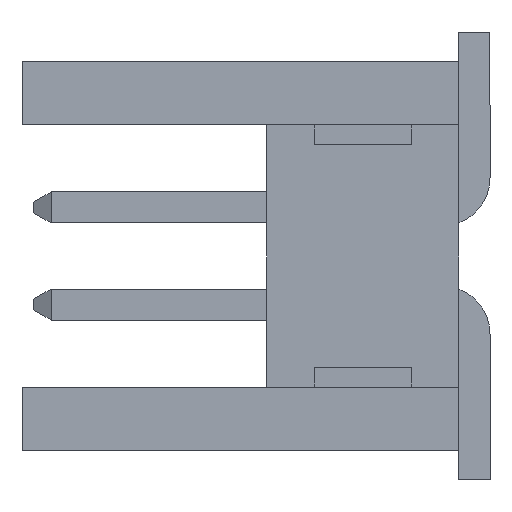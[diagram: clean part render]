
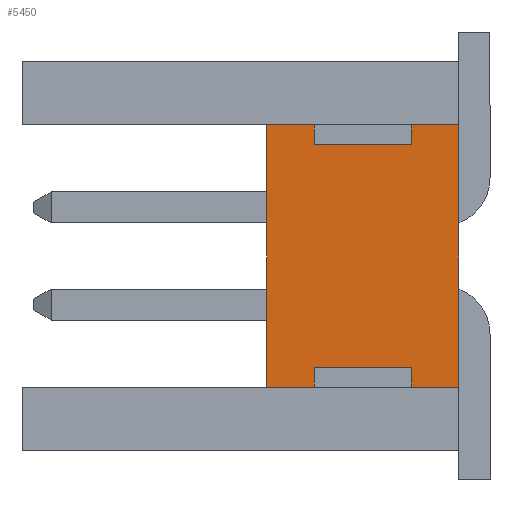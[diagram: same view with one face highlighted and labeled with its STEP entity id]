
A CAD part, left-side view. The second image highlights one B-rep face of the part: STEP entity #5450.
In plain terms, the highlighted planar face has unit normal (-1, 0, 0).
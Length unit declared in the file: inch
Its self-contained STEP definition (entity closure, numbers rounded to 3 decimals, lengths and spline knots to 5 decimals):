
#208 = VECTOR ( 'NONE', #6580, 39.37008 ) ;
#222 = ORIENTED_EDGE ( 'NONE', *, *, #9685, .F. ) ;
#230 = AXIS2_PLACEMENT_3D ( 'NONE', #2970, #2820, #2797 ) ;
#236 = EDGE_CURVE ( 'NONE', #5904, #7253, #8124, .T. ) ;
#244 = LINE ( 'NONE', #1798, #5651 ) ;
#339 = EDGE_CURVE ( 'NONE', #10681, #660, #4693, .T. ) ;
#548 = EDGE_CURVE ( 'NONE', #10681, #5646, #846, .T. ) ;
#660 = VERTEX_POINT ( 'NONE', #5748 ) ;
#687 = DIRECTION ( 'NONE',  ( 0., 0., 1. ) ) ;
#740 = VERTEX_POINT ( 'NONE', #10539 ) ;
#768 = ORIENTED_EDGE ( 'NONE', *, *, #7449, .F. ) ;
#840 = CARTESIAN_POINT ( 'NONE',  ( -0.2485, 0.099, 0.0675 ) ) ;
#846 = LINE ( 'NONE', #5926, #7162 ) ;
#861 = CARTESIAN_POINT ( 'NONE',  ( -0.2485, 0., -0.0675 ) ) ;
#911 = CARTESIAN_POINT ( 'NONE',  ( -0.2485, 0.099, -0.0675 ) ) ;
#1006 = LINE ( 'NONE', #8207, #208 ) ;
#1313 = CARTESIAN_POINT ( 'NONE',  ( -0.2485, 0., -0.0675 ) ) ;
#1503 = DIRECTION ( 'NONE',  ( 0., -1., 0. ) ) ;
#1536 = CARTESIAN_POINT ( 'NONE',  ( -0.2485, 0.099, -0.0675 ) ) ;
#1708 = DIRECTION ( 'NONE',  ( 0., 0., 1. ) ) ;
#1798 = CARTESIAN_POINT ( 'NONE',  ( -0.2485, 0.0245, -0.0675 ) ) ;
#2127 = EDGE_CURVE ( 'NONE', #7459, #740, #5868, .T. ) ;
#2207 = LINE ( 'NONE', #9941, #7880 ) ;
#2252 = EDGE_CURVE ( 'NONE', #3403, #8544, #4238, .T. ) ;
#2280 = DIRECTION ( 'NONE',  ( 0., 0., -1. ) ) ;
#2557 = ORIENTED_EDGE ( 'NONE', *, *, #236, .T. ) ;
#2677 = CARTESIAN_POINT ( 'NONE',  ( -0.2485, 0.0745, -0.0675 ) ) ;
#2705 = ORIENTED_EDGE ( 'NONE', *, *, #11519, .F. ) ;
#2708 = CARTESIAN_POINT ( 'NONE',  ( -0.2485, 0.0745, -0.0575 ) ) ;
#2784 = ORIENTED_EDGE ( 'NONE', *, *, #2252, .F. ) ;
#2786 = FACE_OUTER_BOUND ( 'NONE', #4381, .T. ) ;
#2797 = DIRECTION ( 'NONE',  ( 0., 0., -1. ) ) ;
#2820 = DIRECTION ( 'NONE',  ( 1., 0., 0. ) ) ;
#2835 = PLANE ( 'NONE',  #230 ) ;
#2929 = DIRECTION ( 'NONE',  ( 0., 0., 1. ) ) ;
#2970 = CARTESIAN_POINT ( 'NONE',  ( -0.2485, 0.099, -0.0675 ) ) ;
#2976 = CARTESIAN_POINT ( 'NONE',  ( -0.2485, 0.0245, 0.0675 ) ) ;
#3201 = VERTEX_POINT ( 'NONE', #5084 ) ;
#3270 = VECTOR ( 'NONE', #9331, 39.37008 ) ;
#3327 = DIRECTION ( 'NONE',  ( 0., -1., 0. ) ) ;
#3403 = VERTEX_POINT ( 'NONE', #6201 ) ;
#3555 = VERTEX_POINT ( 'NONE', #9910 ) ;
#3755 = CARTESIAN_POINT ( 'NONE',  ( -0.2485, 0.0745, 0.0675 ) ) ;
#4238 = LINE ( 'NONE', #10842, #3270 ) ;
#4283 = VERTEX_POINT ( 'NONE', #3755 ) ;
#4363 = VECTOR ( 'NONE', #687, 39.37008 ) ;
#4381 = EDGE_LOOP ( 'NONE', ( #8269, #8394, #6675, #8721, #11095, #768, #2784, #2705, #2557, #7366, #222, #9801 ) ) ;
#4678 = VECTOR ( 'NONE', #1503, 39.37008 ) ;
#4693 = LINE ( 'NONE', #911, #4678 ) ;
#5084 = CARTESIAN_POINT ( 'NONE',  ( -0.2485, 0.0245, 0.0675 ) ) ;
#5450 = ADVANCED_FACE ( 'NONE', ( #2786 ), #2835, .F. ) ;
#5646 = VERTEX_POINT ( 'NONE', #840 ) ;
#5651 = VECTOR ( 'NONE', #1708, 39.37008 ) ;
#5748 = CARTESIAN_POINT ( 'NONE',  ( -0.2485, 0.0745, -0.0675 ) ) ;
#5868 = LINE ( 'NONE', #9339, #7501 ) ;
#5904 = VERTEX_POINT ( 'NONE', #7138 ) ;
#5926 = CARTESIAN_POINT ( 'NONE',  ( -0.2485, 0.099, -0.0675 ) ) ;
#6201 = CARTESIAN_POINT ( 'NONE',  ( -0.2485, 0.0245, -0.0575 ) ) ;
#6391 = EDGE_CURVE ( 'NONE', #7253, #3555, #9989, .T. ) ;
#6580 = DIRECTION ( 'NONE',  ( 0., -1., 0. ) ) ;
#6675 = ORIENTED_EDGE ( 'NONE', *, *, #9198, .F. ) ;
#7138 = CARTESIAN_POINT ( 'NONE',  ( -0.2485, 0.0245, -0.0675 ) ) ;
#7162 = VECTOR ( 'NONE', #10072, 39.37008 ) ;
#7253 = VERTEX_POINT ( 'NONE', #1313 ) ;
#7366 = ORIENTED_EDGE ( 'NONE', *, *, #6391, .T. ) ;
#7419 = LINE ( 'NONE', #2976, #10894 ) ;
#7449 = EDGE_CURVE ( 'NONE', #8544, #660, #9541, .T. ) ;
#7459 = VERTEX_POINT ( 'NONE', #10120 ) ;
#7501 = VECTOR ( 'NONE', #8415, 39.37008 ) ;
#7538 = CARTESIAN_POINT ( 'NONE',  ( -0.2485, 0.099, -0.0675 ) ) ;
#7674 = EDGE_CURVE ( 'NONE', #4283, #7459, #2207, .T. ) ;
#7880 = VECTOR ( 'NONE', #9554, 39.37008 ) ;
#8007 = VECTOR ( 'NONE', #3327, 39.37008 ) ;
#8124 = LINE ( 'NONE', #1536, #8007 ) ;
#8207 = CARTESIAN_POINT ( 'NONE',  ( -0.2485, 0.099, 0.0675 ) ) ;
#8269 = ORIENTED_EDGE ( 'NONE', *, *, #2127, .F. ) ;
#8394 = ORIENTED_EDGE ( 'NONE', *, *, #7674, .F. ) ;
#8415 = DIRECTION ( 'NONE',  ( 0., -1., 0. ) ) ;
#8544 = VERTEX_POINT ( 'NONE', #2708 ) ;
#8721 = ORIENTED_EDGE ( 'NONE', *, *, #548, .F. ) ;
#9198 = EDGE_CURVE ( 'NONE', #5646, #4283, #1006, .T. ) ;
#9219 = LINE ( 'NONE', #10216, #11074 ) ;
#9331 = DIRECTION ( 'NONE',  ( 0., 1., 0. ) ) ;
#9339 = CARTESIAN_POINT ( 'NONE',  ( -0.2485, 0.0745, 0.0575 ) ) ;
#9541 = LINE ( 'NONE', #2677, #11156 ) ;
#9554 = DIRECTION ( 'NONE',  ( 0., 0., -1. ) ) ;
#9685 = EDGE_CURVE ( 'NONE', #3201, #3555, #9219, .T. ) ;
#9801 = ORIENTED_EDGE ( 'NONE', *, *, #11406, .F. ) ;
#9910 = CARTESIAN_POINT ( 'NONE',  ( -0.2485, 0., 0.0675 ) ) ;
#9941 = CARTESIAN_POINT ( 'NONE',  ( -0.2485, 0.0745, 0.0675 ) ) ;
#9989 = LINE ( 'NONE', #861, #4363 ) ;
#10072 = DIRECTION ( 'NONE',  ( 0., 0., 1. ) ) ;
#10120 = CARTESIAN_POINT ( 'NONE',  ( -0.2485, 0.0745, 0.0575 ) ) ;
#10175 = DIRECTION ( 'NONE',  ( 0., -1., 0. ) ) ;
#10216 = CARTESIAN_POINT ( 'NONE',  ( -0.2485, 0.099, 0.0675 ) ) ;
#10539 = CARTESIAN_POINT ( 'NONE',  ( -0.2485, 0.0245, 0.0575 ) ) ;
#10681 = VERTEX_POINT ( 'NONE', #7538 ) ;
#10842 = CARTESIAN_POINT ( 'NONE',  ( -0.2485, 0.0745, -0.0575 ) ) ;
#10894 = VECTOR ( 'NONE', #2929, 39.37008 ) ;
#11074 = VECTOR ( 'NONE', #10175, 39.37008 ) ;
#11095 = ORIENTED_EDGE ( 'NONE', *, *, #339, .T. ) ;
#11156 = VECTOR ( 'NONE', #2280, 39.37008 ) ;
#11406 = EDGE_CURVE ( 'NONE', #740, #3201, #7419, .T. ) ;
#11519 = EDGE_CURVE ( 'NONE', #5904, #3403, #244, .T. ) ;
